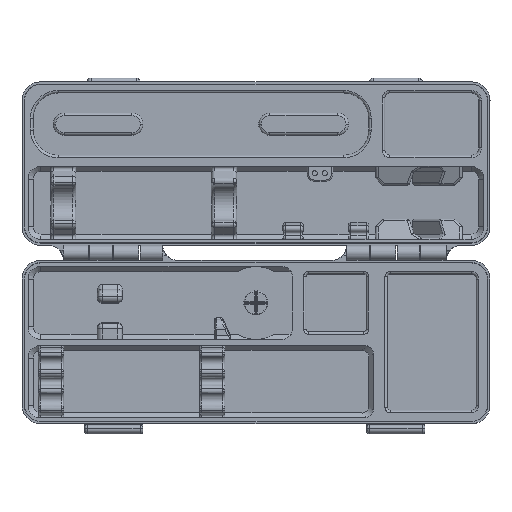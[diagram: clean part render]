
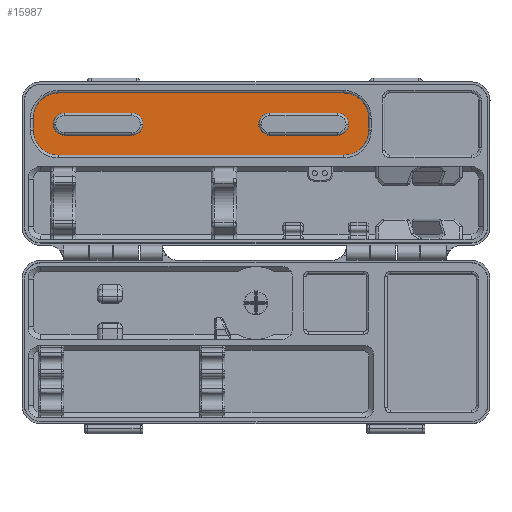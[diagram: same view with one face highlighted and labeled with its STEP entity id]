
A CAD part, top view. The second image highlights one B-rep face of the part: STEP entity #15987.
In plain terms, the highlighted planar face has unit normal (0, 0, 1).
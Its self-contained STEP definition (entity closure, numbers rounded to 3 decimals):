
#774=FACE_BOUND('',#2899,.T.);
#775=FACE_BOUND('',#2900,.T.);
#1001=PLANE('',#17674);
#1865=FACE_OUTER_BOUND('',#2898,.T.);
#2898=EDGE_LOOP('',(#13852,#13853,#13854,#13855,#13856,#13857,#13858,#13859));
#2899=EDGE_LOOP('',(#13860,#13861,#13862,#13863,#13864,#13865));
#2900=EDGE_LOOP('',(#13866,#13867,#13868,#13869,#13870,#13871));
#4057=LINE('',#32664,#5223);
#4058=LINE('',#32668,#5224);
#4059=LINE('',#32672,#5225);
#4060=LINE('',#32676,#5226);
#4061=LINE('',#32682,#5227);
#4062=LINE('',#32688,#5228);
#4063=LINE('',#32694,#5229);
#4064=LINE('',#32700,#5230);
#5223=VECTOR('',#21846,10.);
#5224=VECTOR('',#21849,10.);
#5225=VECTOR('',#21852,10.);
#5226=VECTOR('',#21855,10.);
#5227=VECTOR('',#21860,10.);
#5228=VECTOR('',#21865,10.);
#5229=VECTOR('',#21870,10.);
#5230=VECTOR('',#21875,10.);
#6175=CIRCLE('',#17675,10.);
#6176=CIRCLE('',#17676,10.);
#6177=CIRCLE('',#17677,10.);
#6178=CIRCLE('',#17678,10.);
#6179=CIRCLE('',#17679,4.376);
#6180=CIRCLE('',#17680,4.376);
#6181=CIRCLE('',#17681,4.376);
#6182=CIRCLE('',#17682,4.376);
#6183=CIRCLE('',#17683,4.376);
#6184=CIRCLE('',#17684,4.376);
#6185=CIRCLE('',#17685,4.376);
#6186=CIRCLE('',#17686,4.376);
#7505=VERTEX_POINT('',#32662);
#7506=VERTEX_POINT('',#32663);
#7507=VERTEX_POINT('',#32665);
#7508=VERTEX_POINT('',#32667);
#7509=VERTEX_POINT('',#32669);
#7510=VERTEX_POINT('',#32671);
#7511=VERTEX_POINT('',#32673);
#7512=VERTEX_POINT('',#32675);
#7513=VERTEX_POINT('',#32678);
#7514=VERTEX_POINT('',#32679);
#7515=VERTEX_POINT('',#32681);
#7516=VERTEX_POINT('',#32683);
#7517=VERTEX_POINT('',#32685);
#7518=VERTEX_POINT('',#32687);
#7519=VERTEX_POINT('',#32690);
#7520=VERTEX_POINT('',#32691);
#7521=VERTEX_POINT('',#32693);
#7522=VERTEX_POINT('',#32695);
#7523=VERTEX_POINT('',#32697);
#7524=VERTEX_POINT('',#32699);
#9665=EDGE_CURVE('',#7505,#7506,#4057,.T.);
#9666=EDGE_CURVE('',#7507,#7505,#6175,.T.);
#9667=EDGE_CURVE('',#7508,#7507,#4058,.T.);
#9668=EDGE_CURVE('',#7509,#7508,#6176,.T.);
#9669=EDGE_CURVE('',#7510,#7509,#4059,.T.);
#9670=EDGE_CURVE('',#7511,#7510,#6177,.T.);
#9671=EDGE_CURVE('',#7512,#7511,#4060,.T.);
#9672=EDGE_CURVE('',#7506,#7512,#6178,.T.);
#9673=EDGE_CURVE('',#7513,#7514,#6179,.T.);
#9674=EDGE_CURVE('',#7515,#7513,#4061,.T.);
#9675=EDGE_CURVE('',#7516,#7515,#6180,.T.);
#9676=EDGE_CURVE('',#7517,#7516,#6181,.T.);
#9677=EDGE_CURVE('',#7518,#7517,#4062,.T.);
#9678=EDGE_CURVE('',#7514,#7518,#6182,.T.);
#9679=EDGE_CURVE('',#7519,#7520,#6183,.T.);
#9680=EDGE_CURVE('',#7521,#7519,#4063,.T.);
#9681=EDGE_CURVE('',#7522,#7521,#6184,.T.);
#9682=EDGE_CURVE('',#7523,#7522,#6185,.T.);
#9683=EDGE_CURVE('',#7524,#7523,#4064,.T.);
#9684=EDGE_CURVE('',#7520,#7524,#6186,.T.);
#13852=ORIENTED_EDGE('',*,*,#9665,.F.);
#13853=ORIENTED_EDGE('',*,*,#9666,.F.);
#13854=ORIENTED_EDGE('',*,*,#9667,.F.);
#13855=ORIENTED_EDGE('',*,*,#9668,.F.);
#13856=ORIENTED_EDGE('',*,*,#9669,.F.);
#13857=ORIENTED_EDGE('',*,*,#9670,.F.);
#13858=ORIENTED_EDGE('',*,*,#9671,.F.);
#13859=ORIENTED_EDGE('',*,*,#9672,.F.);
#13860=ORIENTED_EDGE('',*,*,#9673,.F.);
#13861=ORIENTED_EDGE('',*,*,#9674,.F.);
#13862=ORIENTED_EDGE('',*,*,#9675,.F.);
#13863=ORIENTED_EDGE('',*,*,#9676,.F.);
#13864=ORIENTED_EDGE('',*,*,#9677,.F.);
#13865=ORIENTED_EDGE('',*,*,#9678,.F.);
#13866=ORIENTED_EDGE('',*,*,#9679,.F.);
#13867=ORIENTED_EDGE('',*,*,#9680,.F.);
#13868=ORIENTED_EDGE('',*,*,#9681,.F.);
#13869=ORIENTED_EDGE('',*,*,#9682,.F.);
#13870=ORIENTED_EDGE('',*,*,#9683,.F.);
#13871=ORIENTED_EDGE('',*,*,#9684,.F.);
#15987=ADVANCED_FACE('',(#1865,#774,#775),#1001,.F.);
#17674=AXIS2_PLACEMENT_3D('',#32661,#21844,#21845);
#17675=AXIS2_PLACEMENT_3D('',#32666,#21847,#21848);
#17676=AXIS2_PLACEMENT_3D('',#32670,#21850,#21851);
#17677=AXIS2_PLACEMENT_3D('',#32674,#21853,#21854);
#17678=AXIS2_PLACEMENT_3D('',#32677,#21856,#21857);
#17679=AXIS2_PLACEMENT_3D('',#32680,#21858,#21859);
#17680=AXIS2_PLACEMENT_3D('',#32684,#21861,#21862);
#17681=AXIS2_PLACEMENT_3D('',#32686,#21863,#21864);
#17682=AXIS2_PLACEMENT_3D('',#32689,#21866,#21867);
#17683=AXIS2_PLACEMENT_3D('',#32692,#21868,#21869);
#17684=AXIS2_PLACEMENT_3D('',#32696,#21871,#21872);
#17685=AXIS2_PLACEMENT_3D('',#32698,#21873,#21874);
#17686=AXIS2_PLACEMENT_3D('',#32701,#21876,#21877);
#21844=DIRECTION('center_axis',(0.,0.,
-1.));
#21845=DIRECTION('ref_axis',(-1.,0.,0.));
#21846=DIRECTION('',(-1.,0.,0.));
#21847=DIRECTION('center_axis',(0.,0.,
-1.));
#21848=DIRECTION('ref_axis',(0.707,-0.707,0.));
#21849=DIRECTION('',(0.,-1.,0.));
#21850=DIRECTION('center_axis',(0.,0.,
-1.));
#21851=DIRECTION('ref_axis',(0.707,0.707,0.));
#21852=DIRECTION('',(1.,0.,0.));
#21853=DIRECTION('center_axis',(0.,0.,
-1.));
#21854=DIRECTION('ref_axis',(-0.707,0.707,0.));
#21855=DIRECTION('',(0.,1.,0.));
#21856=DIRECTION('center_axis',(0.,0.,
-1.));
#21857=DIRECTION('ref_axis',(-0.707,-0.707,0.));
#21858=DIRECTION('center_axis',(0.,0.,
1.));
#21859=DIRECTION('ref_axis',(-0.707,0.707,0.));
#21860=DIRECTION('',(-1.,0.,0.));
#21861=DIRECTION('center_axis',(0.,0.,
1.));
#21862=DIRECTION('ref_axis',(0.707,0.707,0.));
#21863=DIRECTION('center_axis',(0.,0.,
1.));
#21864=DIRECTION('ref_axis',(0.707,-0.707,0.));
#21865=DIRECTION('',(1.,0.,0.));
#21866=DIRECTION('center_axis',(0.,0.,
1.));
#21867=DIRECTION('ref_axis',(-0.707,-0.707,0.));
#21868=DIRECTION('center_axis',(0.,0.,
1.));
#21869=DIRECTION('ref_axis',(0.707,-0.707,0.));
#21870=DIRECTION('',(1.,0.,0.));
#21871=DIRECTION('center_axis',(0.,0.,
1.));
#21872=DIRECTION('ref_axis',(-0.707,-0.707,0.));
#21873=DIRECTION('center_axis',(0.,0.,
1.));
#21874=DIRECTION('ref_axis',(-0.707,0.707,0.));
#21875=DIRECTION('',(-1.,0.,0.));
#21876=DIRECTION('center_axis',(0.,0.,
1.));
#21877=DIRECTION('ref_axis',(0.707,0.707,0.));
#32661=CARTESIAN_POINT('Origin',(452.6,99.334,2.272));
#32662=CARTESIAN_POINT('',(458.337,86.867,2.272));
#32663=CARTESIAN_POINT('',(345.1,86.867,2.272));
#32664=CARTESIAN_POINT('',(395.363,86.867,2.272));
#32665=CARTESIAN_POINT('',(468.337,96.867,2.272));
#32666=CARTESIAN_POINT('Origin',(458.337,96.867,2.272));
#32667=CARTESIAN_POINT('',(468.337,101.619,2.272));
#32668=CARTESIAN_POINT('',(468.337,104.267,2.272));
#32669=CARTESIAN_POINT('',(458.337,111.619,2.272));
#32670=CARTESIAN_POINT('Origin',(458.337,101.619,2.272));
#32671=CARTESIAN_POINT('',(345.1,111.619,2.272));
#32672=CARTESIAN_POINT('',(409.85,111.619,2.272));
#32673=CARTESIAN_POINT('',(335.1,101.619,2.272));
#32674=CARTESIAN_POINT('Origin',(345.1,101.619,2.272));
#32675=CARTESIAN_POINT('',(335.1,96.867,2.272));
#32676=CARTESIAN_POINT('',(335.1,94.6,2.272));
#32677=CARTESIAN_POINT('Origin',(345.1,96.867,2.272));
#32678=CARTESIAN_POINT('',(429.095,103.619,2.272));
#32679=CARTESIAN_POINT('',(424.719,99.243,2.272));
#32680=CARTESIAN_POINT('Origin',(429.095,99.243,2.272));
#32681=CARTESIAN_POINT('',(455.961,103.619,2.272));
#32682=CARTESIAN_POINT('',(455.469,103.619,2.272));
#32683=CARTESIAN_POINT('',(460.337,99.243,2.272));
#32684=CARTESIAN_POINT('Origin',(455.961,99.243,2.272));
#32685=CARTESIAN_POINT('',(455.961,94.867,2.272));
#32686=CARTESIAN_POINT('Origin',(455.961,99.243,2.272));
#32687=CARTESIAN_POINT('',(429.095,94.867,2.272));
#32688=CARTESIAN_POINT('',(398.85,94.867,2.272));
#32689=CARTESIAN_POINT('Origin',(429.095,99.243,2.272));
#32690=CARTESIAN_POINT('',(374.343,94.867,2.272));
#32691=CARTESIAN_POINT('',(378.719,99.243,2.272));
#32692=CARTESIAN_POINT('Origin',(374.343,99.243,2.272));
#32693=CARTESIAN_POINT('',(347.476,94.867,2.272));
#32694=CARTESIAN_POINT('',(398.85,94.867,2.272));
#32695=CARTESIAN_POINT('',(343.1,99.243,2.272));
#32696=CARTESIAN_POINT('Origin',(347.476,99.243,2.272));
#32697=CARTESIAN_POINT('',(347.476,103.619,2.272));
#32698=CARTESIAN_POINT('Origin',(347.476,99.243,2.272));
#32699=CARTESIAN_POINT('',(374.343,103.619,2.272));
#32700=CARTESIAN_POINT('',(455.469,103.619,2.272));
#32701=CARTESIAN_POINT('Origin',(374.343,99.243,2.272));
